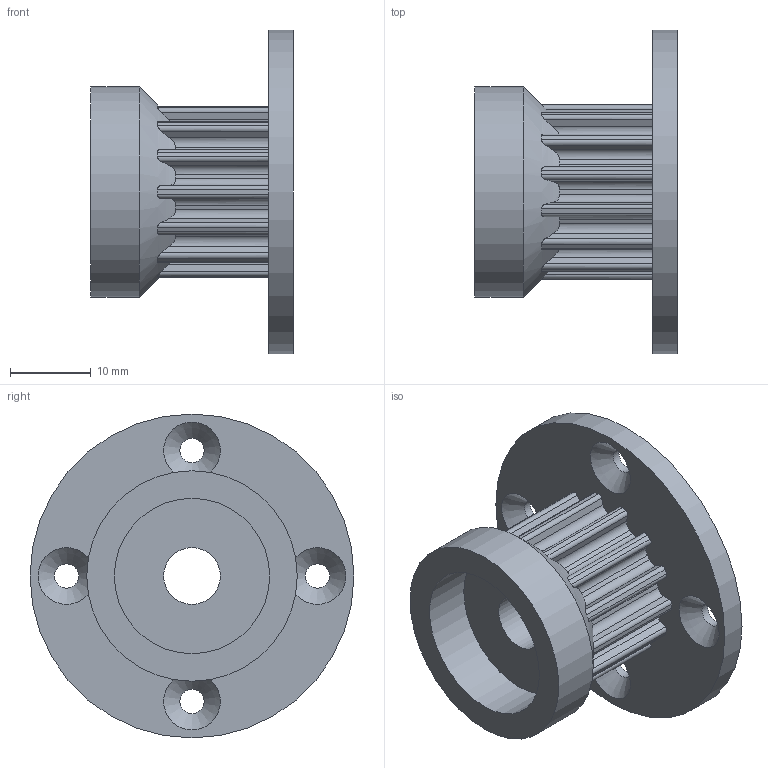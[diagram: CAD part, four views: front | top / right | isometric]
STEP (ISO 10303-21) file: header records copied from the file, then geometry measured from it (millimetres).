
FILE_DESCRIPTION(/* description */ ('STEP AP214'),/* implementation_level */ '2;1');
FILE_NAME(/* name */ '666bc57408ed432b36b9ad1b',/* time_stamp */ '2024-06-14T04:22:12Z',/* author */ (''),/* organization */ (''),/* preprocessor_version */ 'ST-DEVELOPER v20',/* originating_system */ ' ',/* authorisation */ ' ');
FILE_SCHEMA (('AUTOMOTIVE_DESIGN {1 0 10303 214 3 1 1}'));
Length unit declared in the file: metre
Products named in the file (1): Reaction02 v19
Bounding box: 25 x 40 x 40 mm (x, y, z)
Volume: 9228.7 mm3; surface area: 6015.8 mm2
Topology: 1 solids, 1 shells, 129 faces, 370 edges, 245 vertices
Faces by surface type: cylinder 78, plane 46, cone 5
Full cylindrical faces by diameter (mm): 3 x4, 7 x1, 19.2 x1, 26 x1, 40 x1
Entity records: 4358 total; most frequent: CARTESIAN_POINT 954, ORIENTED_EDGE 712, DIRECTION 706, EDGE_CURVE 356, AXIS2_PLACEMENT_3D 276, VERTEX_POINT 244, LINE 154, VECTOR 154
